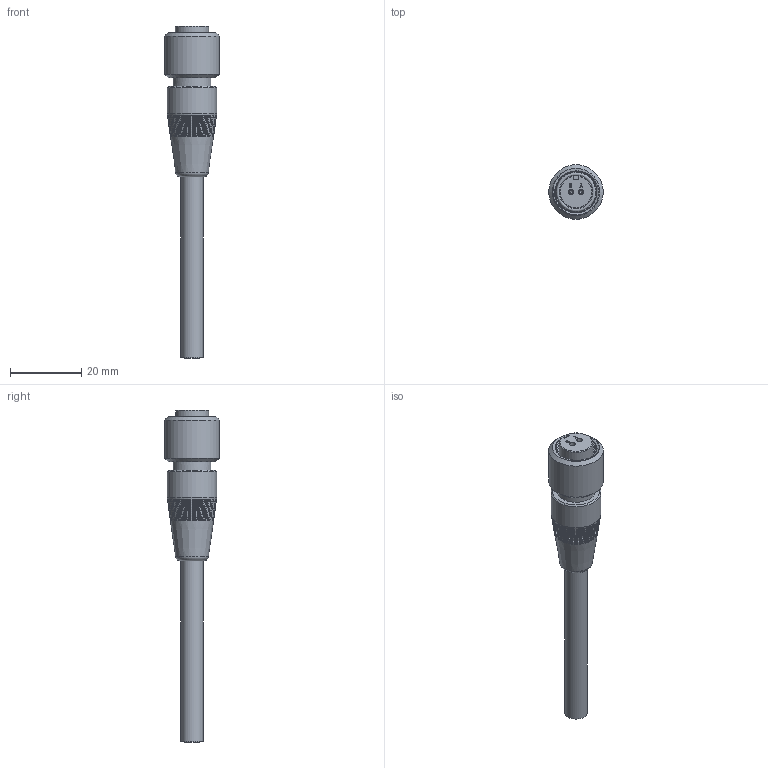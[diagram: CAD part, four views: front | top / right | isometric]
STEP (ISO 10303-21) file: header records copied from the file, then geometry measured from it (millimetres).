
FILE_DESCRIPTION(/* description */ (''),/* implementation_level */ '2;1');
FILE_NAME(/* name */ 'J2N.stp',/* time_stamp */ '2017-05-04T14:42:48-04:00',/* author */ ('aneininger'),/* organization */ ('CONNECTION TECHNOLOGY CENTER'),/* preprocessor_version */ 'ST-DEVELOPER v16.5',/* originating_system */ 'Autodesk Inventor 2017',/* authorisation */ '');
FILE_SCHEMA (('AUTOMOTIVE_DESIGN { 1 0 10303 214 3 1 1 }'));
Length unit declared in the file: inch
Products named in the file (1): Part1
Bounding box: 15.34 x 15.34 x 93.27 mm (x, y, z)
Volume: 6795.8 mm3; surface area: 4103 mm2
Topology: 1 solids, 1 shells, 268 faces, 493 edges, 328 vertices
Faces by surface type: plane 133, cylinder 89, cone 22, bspline 21, torus 3
Full cylindrical faces by diameter (mm): 0.127 x19, 0.203 x38, 1.143 x2, 3.353 x1, 3.988 x1, 4.115 x1, 4.142 x1, 4.267 x1, 6.223 x1, 10.668 x1, 11.684 x1, 11.974 x1, 12.119 x1, 12.265 x1, 12.41 x1, 12.555 x1, 12.7 x2, 12.845 x1, 12.99 x1, 13.135 x1, 13.281 x1, 13.426 x1, 13.571 x1, 13.97 x1, 15.337 x1
Entity records: 9352 total; most frequent: CARTESIAN_POINT 4087, DIRECTION 1044, ORIENTED_EDGE 742, AXIS2_PLACEMENT_3D 476, EDGE_LOOP 475, EDGE_CURVE 368, VERTEX_POINT 309, STYLED_ITEM 269
